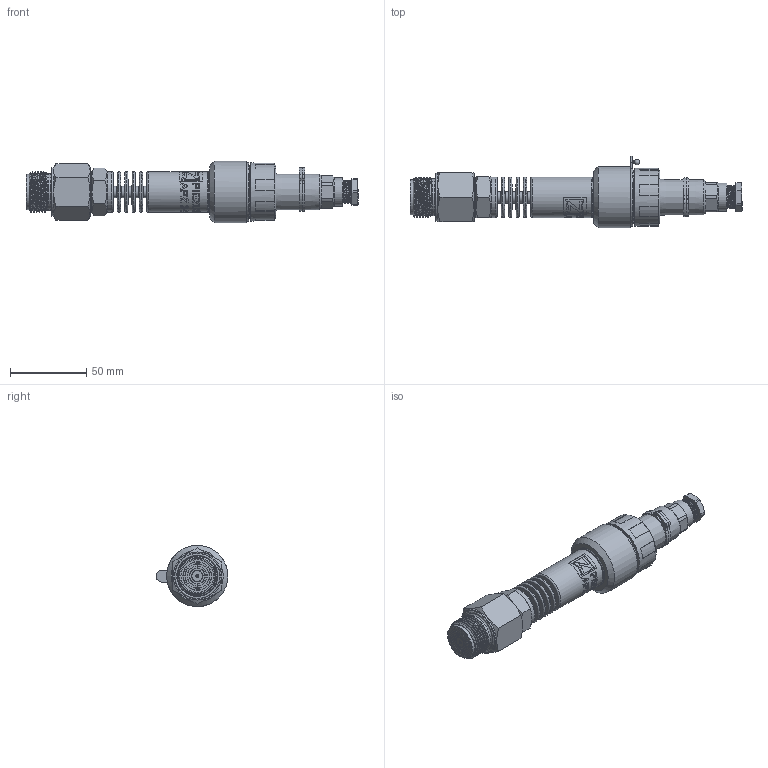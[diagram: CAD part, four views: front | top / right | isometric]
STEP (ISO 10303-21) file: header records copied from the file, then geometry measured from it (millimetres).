
FILE_DESCRIPTION(/* description */ (''),/* implementation_level */ '2;1');
FILE_NAME(/* name */ 'APZ3420m_G3''4DIN-flush_radiator_6.step',/* time_stamp */ '2021-07-06T15:37:18+03:00',/* author */ (''),/* organization */ (''),/* preprocessor_version */ 'ST-DEVELOPER v18.1',/* originating_system */ 'Autodesk Translation Framework v10.9.0.1377',/* authorisation */ '');
FILE_SCHEMA (('AUTOMOTIVE_DESIGN { 1 0 10303 214 3 1 1 }'));
Length unit declared in the file: millimetre
Products named in the file (10): АПЗ 3420м заполненная; G 1/4 EN Radiator; Buccaneer assembly; Bucaneer male v11; px0735-p; px0735-p_1; Bucaneer female v5; px0736-s; px0736-s_2; G3'4DIN diaphragm 23 v5 (1)
Assembly tree (8 placements, depth 5):
  АПЗ 3420м заполненная
    G 1/4 EN Radiator
    Buccaneer assembly
      Bucaneer male v11
        px0735-p
          px0735-p_1
      Bucaneer female v5
        px0736-s
          px0736-s_2
  G3'4DIN diaphragm 23 v5 (1)
Bounding box: 217.09 x 46.89 x 40 mm (x, y, z)
Volume: 116799.9 mm3; surface area: 63258.8 mm2
Topology: 16 solids, 20 shells, 1823 faces, 5013 edges, 3300 vertices
Faces by surface type: plane 1041, bspline 329, cylinder 264, cone 129, torus 49, sphere 11
Full cylindrical faces by diameter (mm): 2 x1, 2.03 x1, 2.413 x4, 2.439 x6, 2.459 x2, 2.464 x2, 2.87 x4, 3 x4, 3.3 x1, 3.302 x6, 3.734 x2, 4 x1, 4.1 x6, 4.19 x2, 4.47 x2, 5 x2, 5.1 x1, 7.5 x5, 8 x1, 8.255 x1, 9.5 x2, 9.53 x2, 11 x1, 11.445 x5, 11.938 x1, 12.09 x1, 13.157 x9, 13.716 x1, 13.741 x5, 14.021 x1
Entity records: 102745 total; most frequent: CARTESIAN_POINT 58532, ORIENTED_EDGE 9998, DIRECTION 7721, EDGE_CURVE 4999, VERTEX_POINT 3300, LINE 3055, VECTOR 3055, AXIS2_PLACEMENT_3D 2333
